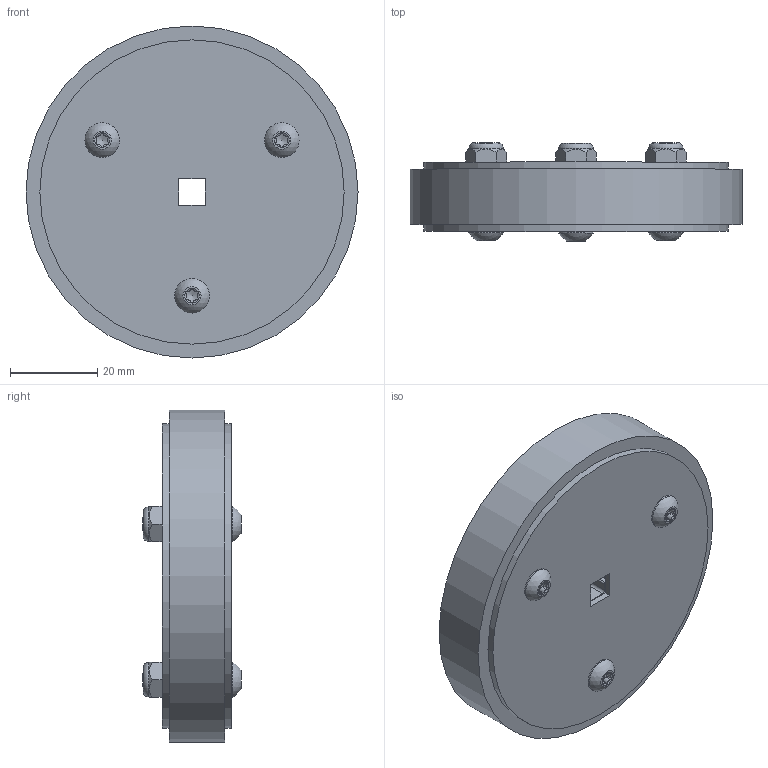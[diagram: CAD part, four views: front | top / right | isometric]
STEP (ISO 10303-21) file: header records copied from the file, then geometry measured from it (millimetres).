
FILE_DESCRIPTION(/* description */ (''),/* implementation_level */ '2;1');
FILE_NAME(/* name */ 'Roller Wheel.step',/* time_stamp */ '2024-06-27T21:34:38-05:00',/* author */ (''),/* organization */ (''),/* preprocessor_version */ 'ST-DEVELOPER v20',/* originating_system */ 'Autodesk Translation Framework v13.14.0.145',/* authorisation */ '');
FILE_SCHEMA (('AUTOMOTIVE_DESIGN { 1 0 10303 214 3 1 1 }'));
Length unit declared in the file: inch
Products named in the file (6): Spin Wheels; 3 OD Straight Flex Wheel (217-6449); HS Clamping Shaft Collar; Circle Poly; Screw Star v1; Nut Thin Nylock
Assembly tree (10 placements, depth 2):
  Spin Wheels
    3 OD Straight Flex Wheel (217-6449)
    HS Clamping Shaft Collar
    Circle Poly  x2
    Screw Star v1  x3
    Nut Thin Nylock  x3
Bounding box: 76.2 x 22.53 x 76.2 mm (x, y, z)
Volume: 50733.8 mm3; surface area: 35942.1 mm2
Topology: 10 solids, 10 shells, 391 faces, 991 edges, 617 vertices
Faces by surface type: cylinder 198, plane 106, cone 30, bspline 20, torus 19, sphere 18
Full cylindrical faces by diameter (mm): 3.391 x6, 4.166 x3, 4.2 x2, 4.305 x12, 5.588 x3, 7.874 x3, 7.925 x3, 28 x1, 69.85 x2, 76.2 x1
Entity records: 10462 total; most frequent: CARTESIAN_POINT 2874, DIRECTION 1615, ORIENTED_EDGE 1512, EDGE_CURVE 756, AXIS2_PLACEMENT_3D 639, VERTEX_POINT 473, EDGE_LOOP 353, CIRCLE 340
